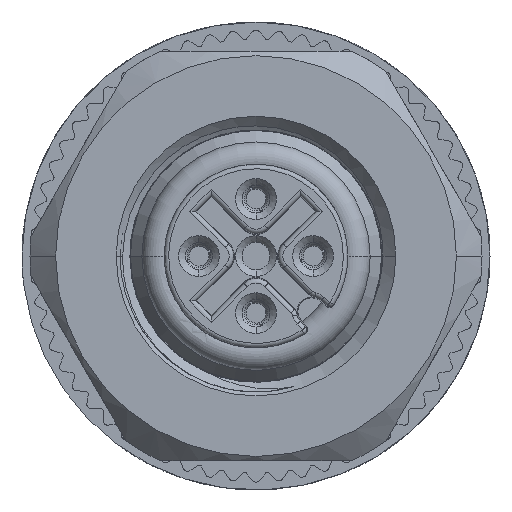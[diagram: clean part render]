
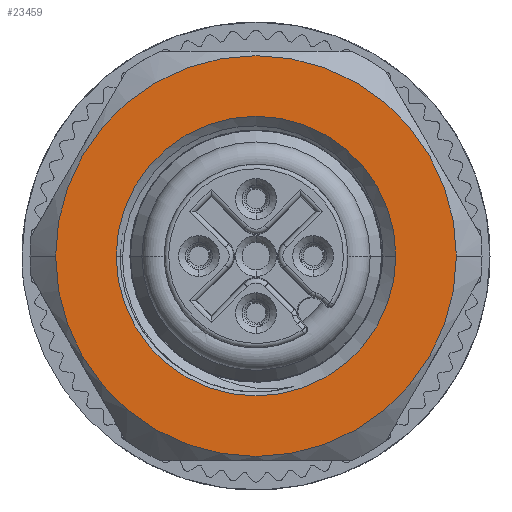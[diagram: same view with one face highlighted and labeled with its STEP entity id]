
A CAD part, front view. The second image highlights one B-rep face of the part: STEP entity #23459.
In plain terms, the highlighted planar face has unit normal (0, -1, 0).
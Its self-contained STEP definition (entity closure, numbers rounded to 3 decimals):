
#4118=CARTESIAN_POINT('',(0.,-8.95,0.));
#4119=DIRECTION('',(0.,1.,0.));
#4120=DIRECTION('',(-1.,0.,0.));
#4121=AXIS2_PLACEMENT_3D('',#4118,#4119,#4120);
#4123=CARTESIAN_POINT('',(0.,-8.95,0.));
#4124=DIRECTION('',(0.,1.,0.));
#4125=DIRECTION('',(1.,0.,0.));
#4126=AXIS2_PLACEMENT_3D('',#4123,#4124,#4125);
#4128=CARTESIAN_POINT('',(0.,-8.95,0.));
#4129=DIRECTION('',(0.,-1.,0.));
#4130=DIRECTION('',(1.,0.,0.));
#4131=AXIS2_PLACEMENT_3D('',#4128,#4129,#4130);
#4133=CARTESIAN_POINT('',(0.,-8.95,0.));
#4134=DIRECTION('',(0.,-1.,0.));
#4135=DIRECTION('',(0.,0.,1.));
#4136=AXIS2_PLACEMENT_3D('',#4133,#4134,#4135);
#4138=CARTESIAN_POINT('',(0.,-8.95,0.));
#4139=DIRECTION('',(0.,-1.,0.));
#4140=DIRECTION('',(-1.,0.,0.));
#4141=AXIS2_PLACEMENT_3D('',#4138,#4139,#4140);
#4143=CARTESIAN_POINT('',(0.,-8.95,0.));
#4144=DIRECTION('',(0.,-1.,0.));
#4145=DIRECTION('',(0.,0.,-1.));
#4146=AXIS2_PLACEMENT_3D('',#4143,#4144,#4145);
#17458=CARTESIAN_POINT('',(8.779,-8.95,0.));
#17459=CARTESIAN_POINT('',(-8.779,-8.95,0.));
#17460=VERTEX_POINT('',#17458);
#17461=VERTEX_POINT('',#17459);
#17462=CARTESIAN_POINT('',(0.,-8.95,6.125));
#17463=CARTESIAN_POINT('',(-6.125,-8.95,0.));
#17464=VERTEX_POINT('',#17462);
#17465=VERTEX_POINT('',#17463);
#17466=CARTESIAN_POINT('',(6.125,-8.95,0.));
#17467=VERTEX_POINT('',#17466);
#17468=CARTESIAN_POINT('',(0.,-8.95,-6.125));
#17469=VERTEX_POINT('',#17468);
#23442=CARTESIAN_POINT('',(0.,-8.95,0.));
#23443=DIRECTION('',(0.,1.,0.));
#23444=DIRECTION('',(1.,0.,0.));
#23445=AXIS2_PLACEMENT_3D('',#23442,#23443,#23444);
#23446=PLANE('',#23445);
#23448=ORIENTED_EDGE('',*,*,#23447,.T.);
#23450=ORIENTED_EDGE('',*,*,#23449,.T.);
#23451=EDGE_LOOP('',(#23448,#23450));
#23452=FACE_OUTER_BOUND('',#23451,.F.);
#23453=ORIENTED_EDGE('',*,*,#23436,.T.);
#23454=ORIENTED_EDGE('',*,*,#23434,.T.);
#23455=ORIENTED_EDGE('',*,*,#23416,.T.);
#23456=ORIENTED_EDGE('',*,*,#23414,.T.);
#23457=EDGE_LOOP('',(#23453,#23454,#23455,#23456));
#23458=FACE_BOUND('',#23457,.F.);
#23459=ADVANCED_FACE('',(#23452,#23458),#23446,.F.);
#4122=CIRCLE('',#4121,8.779);
#4127=CIRCLE('',#4126,8.779);
#4132=CIRCLE('',#4131,6.125);
#4137=CIRCLE('',#4136,6.125);
#4142=CIRCLE('',#4141,6.125);
#4147=CIRCLE('',#4146,6.125);
#23414=EDGE_CURVE('',#17469,#17467,#4147,.T.);
#23416=EDGE_CURVE('',#17465,#17469,#4142,.T.);
#23434=EDGE_CURVE('',#17464,#17465,#4137,.T.);
#23436=EDGE_CURVE('',#17467,#17464,#4132,.T.);
#23447=EDGE_CURVE('',#17461,#17460,#4122,.T.);
#23449=EDGE_CURVE('',#17460,#17461,#4127,.T.);
